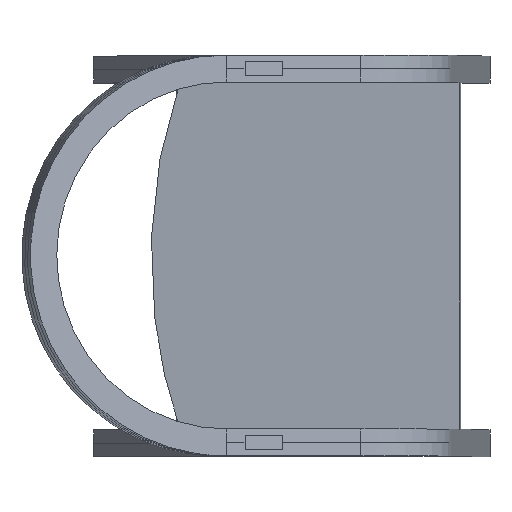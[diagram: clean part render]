
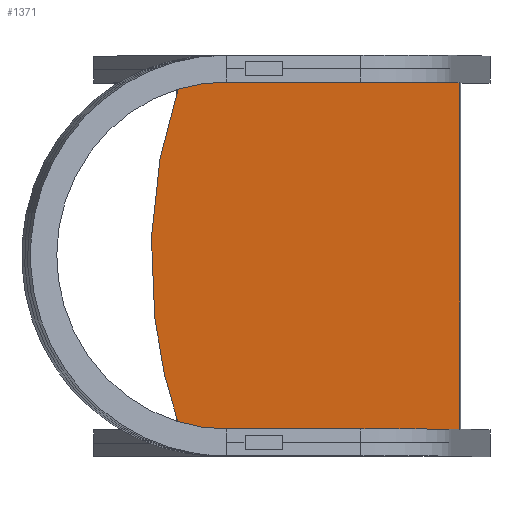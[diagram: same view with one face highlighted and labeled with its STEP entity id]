
A CAD part, top view. The second image highlights one B-rep face of the part: STEP entity #1371.
In plain terms, the highlighted planar face has unit normal (-0.087, 0, 0.996).
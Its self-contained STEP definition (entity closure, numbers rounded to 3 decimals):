
#1371=ADVANCED_FACE('',(#2439),#17593,.T.);
#2439=FACE_OUTER_BOUND('',#3555,.T.);
#3555=EDGE_LOOP('',(#7698,#7699,#7700,#7701,#7702,#7703,#7704,#7705,#7706,
#7707,#7708,#7709));
#7698=ORIENTED_EDGE('',*,*,#11510,.T.);
#7699=ORIENTED_EDGE('',*,*,#11514,.T.);
#7700=ORIENTED_EDGE('',*,*,#11517,.T.);
#7701=ORIENTED_EDGE('',*,*,#11520,.T.);
#7702=ORIENTED_EDGE('',*,*,#11523,.T.);
#7703=ORIENTED_EDGE('',*,*,#11526,.T.);
#7704=ORIENTED_EDGE('',*,*,#11529,.T.);
#7705=ORIENTED_EDGE('',*,*,#11532,.T.);
#7706=ORIENTED_EDGE('',*,*,#11535,.T.);
#7707=ORIENTED_EDGE('',*,*,#11538,.T.);
#7708=ORIENTED_EDGE('',*,*,#11541,.T.);
#7709=ORIENTED_EDGE('',*,*,#11543,.T.);
#11510=EDGE_CURVE('',#16105,#16104,#14078,.T.);
#11514=EDGE_CURVE('',#16104,#16107,#14082,.T.);
#11517=EDGE_CURVE('',#16107,#16109,#14085,.T.);
#11520=EDGE_CURVE('',#16109,#16111,#14088,.T.);
#11523=EDGE_CURVE('',#16111,#16113,#14091,.T.);
#11526=EDGE_CURVE('',#16113,#16115,#14094,.T.);
#11529=EDGE_CURVE('',#16115,#16117,#14097,.T.);
#11532=EDGE_CURVE('',#16117,#16119,#14100,.T.);
#11535=EDGE_CURVE('',#16119,#16121,#14103,.T.);
#11538=EDGE_CURVE('',#16121,#16123,#14106,.T.);
#11541=EDGE_CURVE('',#16123,#16125,#14109,.T.);
#11543=EDGE_CURVE('',#16125,#16105,#14111,.T.);
#14078=(
BOUNDED_CURVE()
B_SPLINE_CURVE(2,(#27675,#27676,#27677),.UNSPECIFIED.,.F.,.F.)
B_SPLINE_CURVE_WITH_KNOTS((3,3),(1163.268,1621.555),
 .UNSPECIFIED.)
CURVE()
GEOMETRIC_REPRESENTATION_ITEM()
RATIONAL_B_SPLINE_CURVE((1.,0.946,1.))
REPRESENTATION_ITEM('')
);
#14082=(
BOUNDED_CURVE()
B_SPLINE_CURVE(2,(#27685,#27686,#27687),.UNSPECIFIED.,.F.,.F.)
B_SPLINE_CURVE_WITH_KNOTS((3,3),(1621.555,1652.174),
 .UNSPECIFIED.)
CURVE()
GEOMETRIC_REPRESENTATION_ITEM()
RATIONAL_B_SPLINE_CURVE((1.,1.,1.))
REPRESENTATION_ITEM('')
);
#14085=(
BOUNDED_CURVE()
B_SPLINE_CURVE(2,(#27693,#27694,#27695),.UNSPECIFIED.,.F.,.F.)
B_SPLINE_CURVE_WITH_KNOTS((3,3),(1652.174,1669.674),
 .UNSPECIFIED.)
CURVE()
GEOMETRIC_REPRESENTATION_ITEM()
RATIONAL_B_SPLINE_CURVE((1.,1.,1.))
REPRESENTATION_ITEM('')
);
#14088=(
BOUNDED_CURVE()
B_SPLINE_CURVE(2,(#27701,#27702,#27703),.UNSPECIFIED.,.F.,.F.)
B_SPLINE_CURVE_WITH_KNOTS((3,3),(1669.674,1969.674),
 .UNSPECIFIED.)
CURVE()
GEOMETRIC_REPRESENTATION_ITEM()
RATIONAL_B_SPLINE_CURVE((1.,1.,1.))
REPRESENTATION_ITEM('')
);
#14091=(
BOUNDED_CURVE()
B_SPLINE_CURVE(2,(#27709,#27710,#27711),.UNSPECIFIED.,.F.,.F.)
B_SPLINE_CURVE_WITH_KNOTS((3,3),(1969.674,1987.174),
 .UNSPECIFIED.)
CURVE()
GEOMETRIC_REPRESENTATION_ITEM()
RATIONAL_B_SPLINE_CURVE((1.,1.,1.))
REPRESENTATION_ITEM('')
);
#14094=(
BOUNDED_CURVE()
B_SPLINE_CURVE(2,(#27717,#27718,#27719),.UNSPECIFIED.,.F.,.F.)
B_SPLINE_CURVE_WITH_KNOTS((3,3),(1987.174,2020.978),
 .UNSPECIFIED.)
CURVE()
GEOMETRIC_REPRESENTATION_ITEM()
RATIONAL_B_SPLINE_CURVE((1.,1.,1.))
REPRESENTATION_ITEM('')
);
#14097=(
BOUNDED_CURVE()
B_SPLINE_CURVE(2,(#27725,#27726,#27727),.UNSPECIFIED.,.F.,.F.)
B_SPLINE_CURVE_WITH_KNOTS((3,3),(2020.978,2038.478),
 .UNSPECIFIED.)
CURVE()
GEOMETRIC_REPRESENTATION_ITEM()
RATIONAL_B_SPLINE_CURVE((1.,1.,1.))
REPRESENTATION_ITEM('')
);
#14100=(
BOUNDED_CURVE()
B_SPLINE_CURVE(2,(#27733,#27734,#27735),.UNSPECIFIED.,.F.,.F.)
B_SPLINE_CURVE_WITH_KNOTS((3,3),(2038.478,2072.282),
 .UNSPECIFIED.)
CURVE()
GEOMETRIC_REPRESENTATION_ITEM()
RATIONAL_B_SPLINE_CURVE((1.,1.,1.))
REPRESENTATION_ITEM('')
);
#14103=(
BOUNDED_CURVE()
B_SPLINE_CURVE(2,(#27741,#27742,#27743),.UNSPECIFIED.,.F.,.F.)
B_SPLINE_CURVE_WITH_KNOTS((3,3),(2072.282,2089.782),
 .UNSPECIFIED.)
CURVE()
GEOMETRIC_REPRESENTATION_ITEM()
RATIONAL_B_SPLINE_CURVE((1.,1.,1.))
REPRESENTATION_ITEM('')
);
#14106=(
BOUNDED_CURVE()
B_SPLINE_CURVE(2,(#27749,#27750,#27751),.UNSPECIFIED.,.F.,.F.)
B_SPLINE_CURVE_WITH_KNOTS((3,3),(2089.782,2389.782),
 .UNSPECIFIED.)
CURVE()
GEOMETRIC_REPRESENTATION_ITEM()
RATIONAL_B_SPLINE_CURVE((1.,1.,1.))
REPRESENTATION_ITEM('')
);
#14109=(
BOUNDED_CURVE()
B_SPLINE_CURVE(2,(#27757,#27758,#27759),.UNSPECIFIED.,.F.,.F.)
B_SPLINE_CURVE_WITH_KNOTS((3,3),(2389.782,2407.282),
 .UNSPECIFIED.)
CURVE()
GEOMETRIC_REPRESENTATION_ITEM()
RATIONAL_B_SPLINE_CURVE((1.,1.,1.))
REPRESENTATION_ITEM('')
);
#14111=(
BOUNDED_CURVE()
B_SPLINE_CURVE(2,(#27763,#27764,#27765),.UNSPECIFIED.,.F.,.F.)
B_SPLINE_CURVE_WITH_KNOTS((3,3),(2407.282,2437.901),
 .UNSPECIFIED.)
CURVE()
GEOMETRIC_REPRESENTATION_ITEM()
RATIONAL_B_SPLINE_CURVE((1.,1.,1.))
REPRESENTATION_ITEM('')
);
#16104=VERTEX_POINT('',#27648);
#16105=VERTEX_POINT('',#27649);
#16107=VERTEX_POINT('',#27651);
#16109=VERTEX_POINT('',#27653);
#16111=VERTEX_POINT('',#27655);
#16113=VERTEX_POINT('',#27657);
#16115=VERTEX_POINT('',#27659);
#16117=VERTEX_POINT('',#27661);
#16119=VERTEX_POINT('',#27663);
#16121=VERTEX_POINT('',#27665);
#16123=VERTEX_POINT('',#27667);
#16125=VERTEX_POINT('',#27669);
#17593=PLANE('',#18635);
#18635=AXIS2_PLACEMENT_3D('',#27645,#19706,$);
#19706=DIRECTION('',(-0.087,0.,0.996));
#27645=CARTESIAN_POINT('',(-185.915,-303.125,410.27));
#27648=CARTESIAN_POINT('',(-98.509,-225.,417.917));
#27649=CARTESIAN_POINT('',(-98.509,225.,417.917));
#27651=CARTESIAN_POINT('',(-68.006,-225.,420.586));
#27653=CARTESIAN_POINT('',(-68.006,-242.5,420.586));
#27655=CARTESIAN_POINT('',(230.852,-242.5,446.733));
#27657=CARTESIAN_POINT('',(230.852,-225.,446.733));
#27659=CARTESIAN_POINT('',(264.527,-225.,449.679));
#27661=CARTESIAN_POINT('',(264.527,225.,449.679));
#27663=CARTESIAN_POINT('',(230.852,225.,446.733));
#27665=CARTESIAN_POINT('',(230.852,242.5,446.733));
#27667=CARTESIAN_POINT('',(-68.006,242.5,420.586));
#27669=CARTESIAN_POINT('',(-68.006,225.,420.586));
#27675=CARTESIAN_POINT('',(-98.509,225.,417.917));
#27676=CARTESIAN_POINT('',(-175.358,0.,411.194));
#27677=CARTESIAN_POINT('',(-98.509,-225.,417.917));
#27685=CARTESIAN_POINT('',(-98.509,-225.,417.917));
#27686=CARTESIAN_POINT('',(-83.257,-225.,419.251));
#27687=CARTESIAN_POINT('',(-68.006,-225.,420.586));
#27693=CARTESIAN_POINT('',(-68.006,-225.,420.586));
#27694=CARTESIAN_POINT('',(-68.006,-233.75,420.586));
#27695=CARTESIAN_POINT('',(-68.006,-242.5,420.586));
#27701=CARTESIAN_POINT('',(-68.006,-242.5,420.586));
#27702=CARTESIAN_POINT('',(81.423,-242.5,433.659));
#27703=CARTESIAN_POINT('',(230.852,-242.5,446.733));
#27709=CARTESIAN_POINT('',(230.852,-242.5,446.733));
#27710=CARTESIAN_POINT('',(230.852,-233.75,446.733));
#27711=CARTESIAN_POINT('',(230.852,-225.,446.733));
#27717=CARTESIAN_POINT('',(230.852,-225.,446.733));
#27718=CARTESIAN_POINT('',(247.69,-225.,448.206));
#27719=CARTESIAN_POINT('',(264.527,-225.,449.679));
#27725=CARTESIAN_POINT('',(264.527,-225.,449.679));
#27726=CARTESIAN_POINT('',(264.527,0.,449.679));
#27727=CARTESIAN_POINT('',(264.527,225.,449.679));
#27733=CARTESIAN_POINT('',(264.527,225.,449.679));
#27734=CARTESIAN_POINT('',(247.69,225.,448.206));
#27735=CARTESIAN_POINT('',(230.852,225.,446.733));
#27741=CARTESIAN_POINT('',(230.852,225.,446.733));
#27742=CARTESIAN_POINT('',(230.852,233.75,446.733));
#27743=CARTESIAN_POINT('',(230.852,242.5,446.733));
#27749=CARTESIAN_POINT('',(230.852,242.5,446.733));
#27750=CARTESIAN_POINT('',(81.423,242.5,433.659));
#27751=CARTESIAN_POINT('',(-68.006,242.5,420.586));
#27757=CARTESIAN_POINT('',(-68.006,242.5,420.586));
#27758=CARTESIAN_POINT('',(-68.006,233.75,420.586));
#27759=CARTESIAN_POINT('',(-68.006,225.,420.586));
#27763=CARTESIAN_POINT('',(-68.006,225.,420.586));
#27764=CARTESIAN_POINT('',(-83.257,225.,419.251));
#27765=CARTESIAN_POINT('',(-98.509,225.,417.917));
